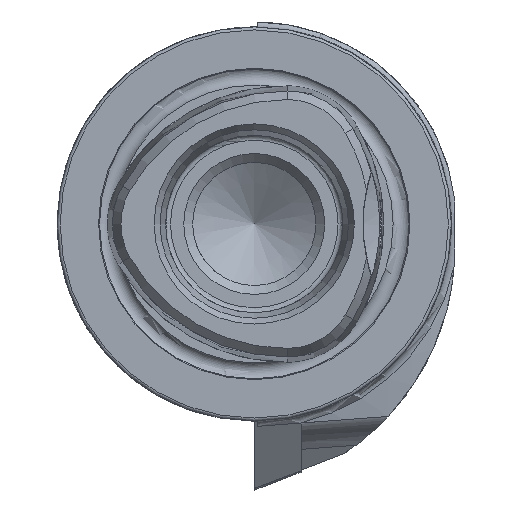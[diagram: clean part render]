
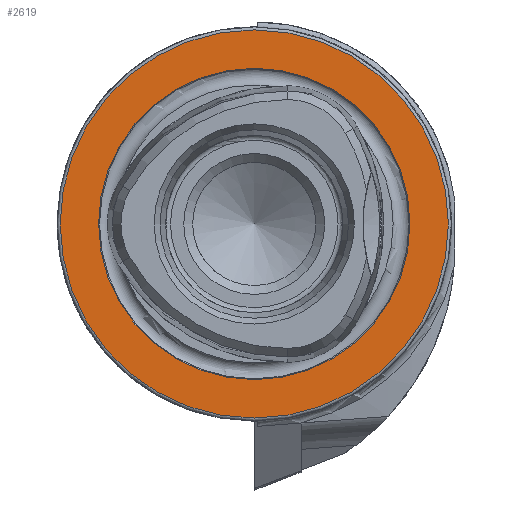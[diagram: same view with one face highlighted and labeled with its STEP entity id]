
A CAD part, left-side view. The second image highlights one B-rep face of the part: STEP entity #2619.
In plain terms, the highlighted planar face has unit normal (-1, 0, 0).
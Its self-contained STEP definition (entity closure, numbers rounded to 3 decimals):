
#575 = PLANE ( 'NONE',  #5061 ) ;
#718 = CIRCLE ( 'NONE', #1113, 19.7 ) ;
#1046 = DIRECTION ( 'NONE',  ( 0., 0., 1. ) ) ;
#1113 = AXIS2_PLACEMENT_3D ( 'NONE', #3501, #7878, #1046 ) ;
#1758 = VERTEX_POINT ( 'NONE', #4738 ) ;
#1765 = VERTEX_POINT ( 'NONE', #4825 ) ;
#2146 = CARTESIAN_POINT ( 'NONE',  ( 0., 0., 0. ) ) ;
#2333 = CIRCLE ( 'NONE', #5276, 15.8 ) ;
#2619 = ADVANCED_FACE ( 'NONE', ( #3938, #7764 ), #575, .F. ) ;
#3284 = EDGE_CURVE ( 'NONE', #1765, #1765, #718, .T. ) ;
#3501 = CARTESIAN_POINT ( 'NONE',  ( 0., 0., 0. ) ) ;
#3788 = DIRECTION ( 'NONE',  ( 0., 0., -1. ) ) ;
#3938 = FACE_BOUND ( 'NONE', #4025, .T. ) ;
#4025 = EDGE_LOOP ( 'NONE', ( #4027 ) ) ;
#4027 = ORIENTED_EDGE ( 'NONE', *, *, #8012, .F. ) ;
#4404 = CARTESIAN_POINT ( 'NONE',  ( 0., 15.8, 0. ) ) ;
#4661 = DIRECTION ( 'NONE',  ( 0., 0., 1. ) ) ;
#4738 = CARTESIAN_POINT ( 'NONE',  ( 0., 0., 15.8 ) ) ;
#4825 = CARTESIAN_POINT ( 'NONE',  ( 0., 0., 19.7 ) ) ;
#5061 = AXIS2_PLACEMENT_3D ( 'NONE', #4404, #5678, #3788 ) ;
#5276 = AXIS2_PLACEMENT_3D ( 'NONE', #2146, #7180, #4661 ) ;
#5678 = DIRECTION ( 'NONE',  ( 1., 0., 0. ) ) ;
#7083 = EDGE_LOOP ( 'NONE', ( #7653 ) ) ;
#7180 = DIRECTION ( 'NONE',  ( -1., 0., 0. ) ) ;
#7653 = ORIENTED_EDGE ( 'NONE', *, *, #3284, .T. ) ;
#7764 = FACE_OUTER_BOUND ( 'NONE', #7083, .T. ) ;
#7878 = DIRECTION ( 'NONE',  ( -1., 0., 0. ) ) ;
#8012 = EDGE_CURVE ( 'NONE', #1758, #1758, #2333, .T. ) ;
